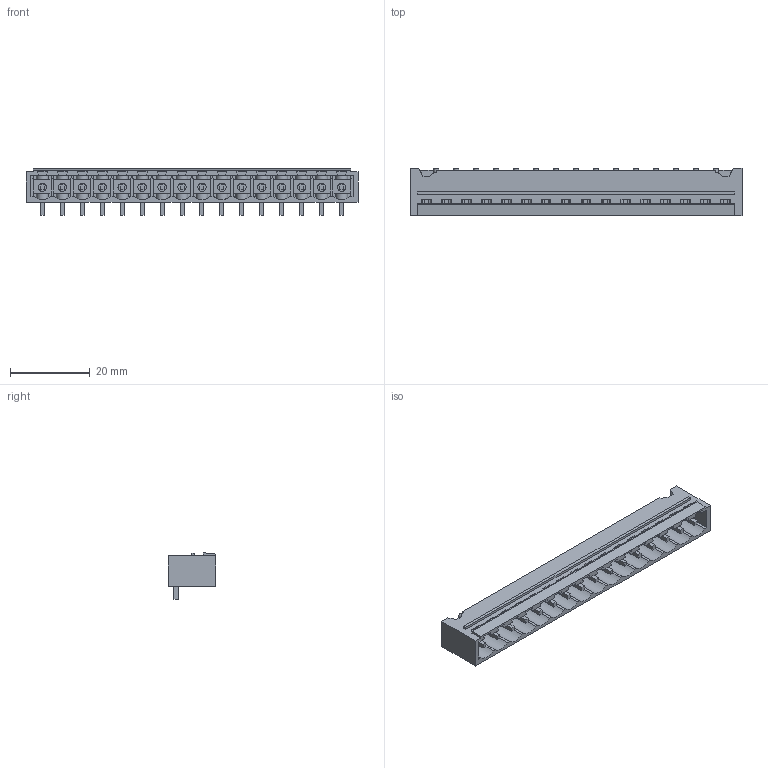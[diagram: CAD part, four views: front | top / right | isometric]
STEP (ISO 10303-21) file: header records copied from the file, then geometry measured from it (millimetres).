
FILE_DESCRIPTION(('CATIA V5 STEP Exchange','CAx-IF Rec.Pracs.--- Model Styling and Organization---1.2---2011-12-15'),'2;1');
FILE_NAME ('7592396_2_1840260000_1840260000.stp','2018-03-08T10:47:08+00:00',('none'),('Weidmueller'),'CATIA Version 5-6 Release 2014','CATIA V5 STEP AP214','none');
FILE_SCHEMA(('AUTOMOTIVE_DESIGN { 1 0 10303 214 1 1 1 1 }'));
Length unit declared in the file: millimetre
Products named in the file (1): 1840260000
Bounding box: 83.2 x 12 x 11.63 mm (x, y, z)
Volume: 3022.8 mm3; surface area: 7377.6 mm2
Topology: 17 solids, 17 shells, 1279 faces, 3921 edges, 2646 vertices
Faces by surface type: plane 1045, cylinder 206, extrusion 28
Entity records: 40387 total; most frequent: CARTESIAN_POINT 8218, ORIENTED_EDGE 7842, DIRECTION 4897, EDGE_CURVE 3921, VECTOR 3179, LINE 3151, VERTEX_POINT 2646, EDGE_LOOP 1313
